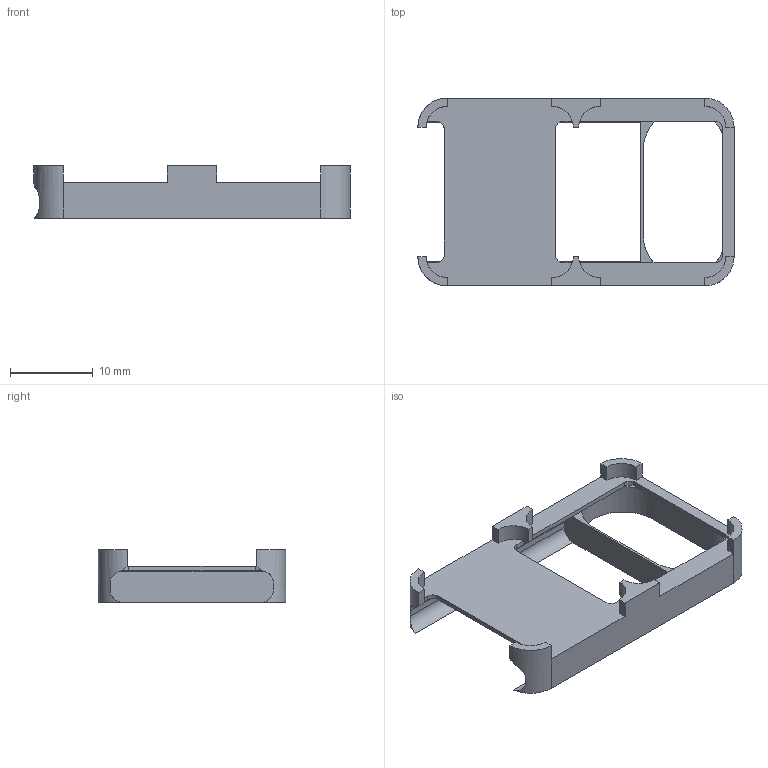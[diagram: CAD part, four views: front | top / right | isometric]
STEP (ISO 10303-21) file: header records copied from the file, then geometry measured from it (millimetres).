
FILE_DESCRIPTION(('FreeCAD Model'),'2;1');
FILE_NAME('Open CASCADE Shape Model','2025-07-12T13:37:06',(''),(''), 'Open CASCADE STEP processor 7.7','FreeCAD','Unknown');
FILE_SCHEMA(('AUTOMOTIVE_DESIGN { 1 0 10303 214 1 1 1 1 }'));
Length unit declared in the file: millimetre
Products named in the file (1): Base
Bounding box: 38.23 x 22.7 x 6.35 mm (x, y, z)
Volume: 928.1 mm3; surface area: 2134.6 mm2
Topology: 1 solids, 1 shells, 84 faces, 246 edges, 161 vertices
Faces by surface type: plane 60, cylinder 24
Entity records: 2947 total; most frequent: CARTESIAN_POINT 640, ORIENTED_EDGE 492, DIRECTION 475, EDGE_CURVE 246, LINE 171, VECTOR 171, VERTEX_POINT 161, AXIS2_PLACEMENT_3D 152
